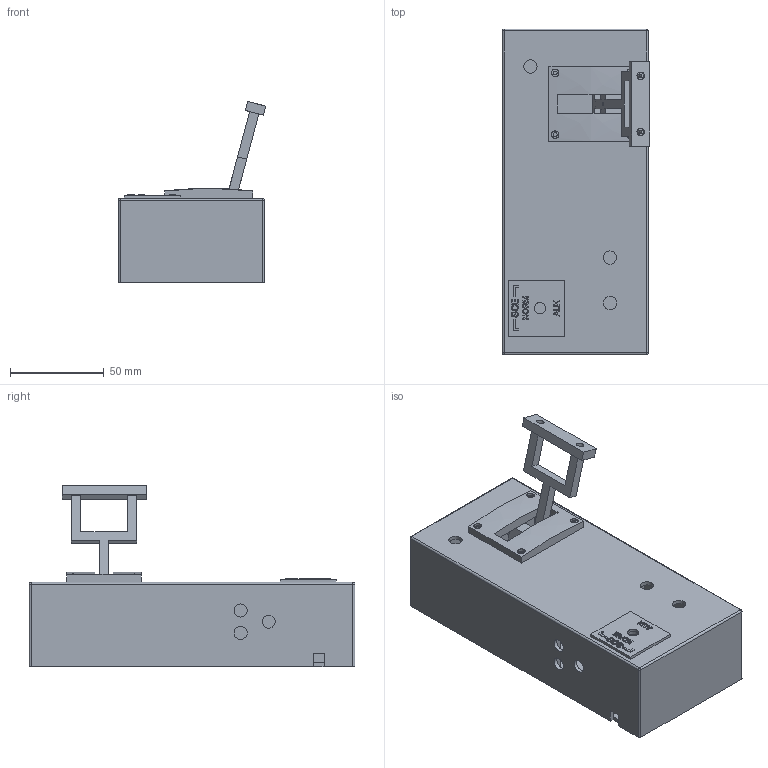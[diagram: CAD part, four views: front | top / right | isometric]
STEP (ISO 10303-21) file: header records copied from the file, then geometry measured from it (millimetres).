
FILE_DESCRIPTION(/* description */ (''),/* implementation_level */ '2;1');
FILE_NAME(/* name */ 'Vectrex Lunar Lander Controller v43.step',/* time_stamp */ '2024-02-13T16:55:00Z',/* author */ (''),/* organization */ (''),/* preprocessor_version */ 'ST-DEVELOPER v20',/* originating_system */ 'Autodesk Translation Framework v12.20.1.177',/* authorisation */ '');
FILE_SCHEMA (('AUTOMOTIVE_DESIGN { 1 0 10303 214 3 1 1 }'));
Length unit declared in the file: millimetre
Products named in the file (9): Vectrex Lunar Lander Controller; Frame; Yoke; Handle; Pivot Bar; Bearing Retainer; Top Cover; Switch Plate; Yoke Cover Plate
Assembly tree (8 placements, depth 3):
  Vectrex Lunar Lander Controller
    Frame
    Yoke
      Handle
    Pivot Bar
    Bearing Retainer
    Top Cover
    Switch Plate
    Yoke Cover Plate
Bounding box: 78.74 x 174 x 96.82 mm (x, y, z)
Volume: 158983.1 mm3; surface area: 120698.6 mm2
Topology: 7 solids, 7 shells, 478 faces, 1236 edges, 819 vertices
Faces by surface type: plane 300, bspline 109, cylinder 65, sphere 4
Full cylindrical faces by diameter (mm): 2 x1, 2.1 x16, 2.5 x1, 2.8 x6, 2.9 x4, 4 x11, 4.1 x2, 6 x2, 6.1 x2, 6.15 x1, 7 x5, 7.1 x4, 15 x1, 15.05 x1
Entity records: 16927 total; most frequent: CARTESIAN_POINT 5536, ORIENTED_EDGE 2472, DIRECTION 1898, EDGE_CURVE 1236, LINE 878, VECTOR 878, VERTEX_POINT 819, EDGE_LOOP 579
